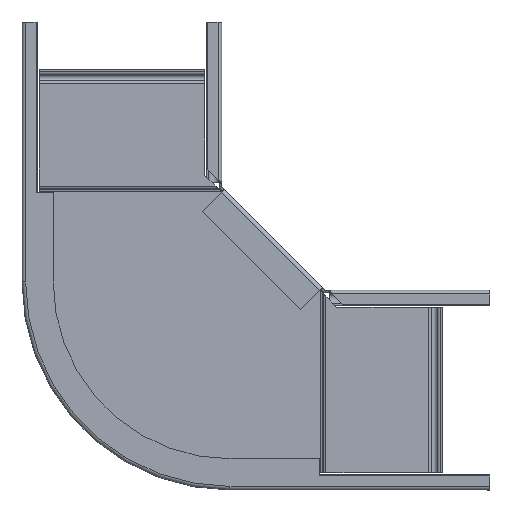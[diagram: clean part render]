
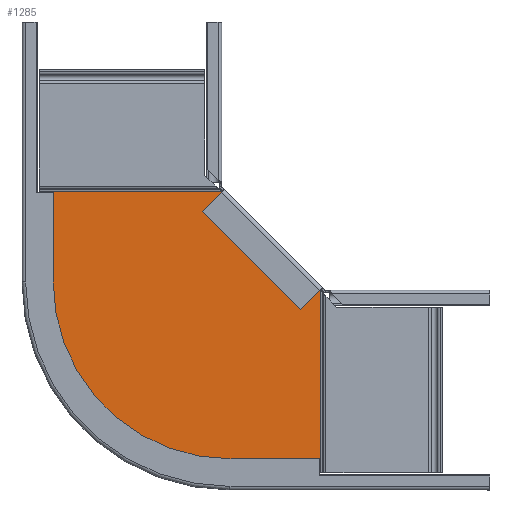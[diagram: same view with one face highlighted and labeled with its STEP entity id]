
A CAD part, front view. The second image highlights one B-rep face of the part: STEP entity #1285.
In plain terms, the highlighted planar face has unit normal (0, -1, 0).
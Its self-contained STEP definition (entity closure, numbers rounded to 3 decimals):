
#94 = VECTOR ( 'NONE', #5057, 1000. ) ;
#274 = VECTOR ( 'NONE', #1537, 1000. ) ;
#295 = DIRECTION ( 'NONE',  ( 0.707, 0., -0.707 ) ) ;
#324 = CARTESIAN_POINT ( 'NONE',  ( 24.071, -0.75, -24.071 ) ) ;
#335 = VERTEX_POINT ( 'NONE', #2181 ) ;
#550 = VERTEX_POINT ( 'NONE', #3645 ) ;
#579 = VERTEX_POINT ( 'NONE', #324 ) ;
#759 = LINE ( 'NONE', #3307, #1967 ) ;
#807 = VERTEX_POINT ( 'NONE', #2672 ) ;
#861 = VERTEX_POINT ( 'NONE', #2227 ) ;
#1047 = DIRECTION ( 'NONE',  ( -1., 0., 0. ) ) ;
#1074 = VECTOR ( 'NONE', #3124, 1000. ) ;
#1075 = LINE ( 'NONE', #4131, #3774 ) ;
#1211 = LINE ( 'NONE', #5385, #274 ) ;
#1229 = CARTESIAN_POINT ( 'NONE',  ( -117.912, -0.75, -19.662 ) ) ;
#1233 = ORIENTED_EDGE ( 'NONE', *, *, #4474, .F. ) ;
#1285 = ADVANCED_FACE ( 'NONE', ( #3956 ), #3532, .T. ) ;
#1299 = CARTESIAN_POINT ( 'NONE',  ( -117.912, -0.75, -19.662 ) ) ;
#1351 = DIRECTION ( 'NONE',  ( 0., 1., 0. ) ) ;
#1429 = CARTESIAN_POINT ( 'NONE',  ( -111.412, -0.75, 75.912 ) ) ;
#1449 = CARTESIAN_POINT ( 'NONE',  ( -117.912, -0.75, 23.412 ) ) ;
#1537 = DIRECTION ( 'NONE',  ( 0., 0., -1. ) ) ;
#1571 = CARTESIAN_POINT ( 'NONE',  ( -19.662, -0.75, -117.912 ) ) ;
#1638 = LINE ( 'NONE', #2151, #94 ) ;
#1709 = VECTOR ( 'NONE', #2963, 1000. ) ;
#1770 = EDGE_CURVE ( 'NONE', #550, #335, #1638, .T. ) ;
#1803 = LINE ( 'NONE', #1429, #1074 ) ;
#1880 = EDGE_CURVE ( 'NONE', #335, #2964, #1211, .T. ) ;
#1941 = LINE ( 'NONE', #3643, #3550 ) ;
#1967 = VECTOR ( 'NONE', #2487, 1000. ) ;
#2083 = EDGE_CURVE ( 'NONE', #861, #4072, #3424, .T. ) ;
#2151 = CARTESIAN_POINT ( 'NONE',  ( 75.912, -0.75, -111.412 ) ) ;
#2181 = CARTESIAN_POINT ( 'NONE',  ( 23.412, -0.75, -111.412 ) ) ;
#2185 = ORIENTED_EDGE ( 'NONE', *, *, #5105, .F. ) ;
#2227 = CARTESIAN_POINT ( 'NONE',  ( -24.071, -0.75, 24.071 ) ) ;
#2230 = ORIENTED_EDGE ( 'NONE', *, *, #3289, .F. ) ;
#2487 = DIRECTION ( 'NONE',  ( 1., 0., 0. ) ) ;
#2634 = CARTESIAN_POINT ( 'NONE',  ( 23.412, -0.75, -117.912 ) ) ;
#2636 = DIRECTION ( 'NONE',  ( -1., 0., 0. ) ) ;
#2672 = CARTESIAN_POINT ( 'NONE',  ( -111.412, -0.75, 23.412 ) ) ;
#2783 = VECTOR ( 'NONE', #2636, 1000. ) ;
#2795 = EDGE_LOOP ( 'NONE', ( #2230, #3639, #4486, #4145, #2840, #2185, #3500, #3098, #3184, #1233 ) ) ;
#2803 = DIRECTION ( 'NONE',  ( 0., -1., 0. ) ) ;
#2840 = ORIENTED_EDGE ( 'NONE', *, *, #4555, .F. ) ;
#2963 = DIRECTION ( 'NONE',  ( 0., 0., 1. ) ) ;
#2964 = VERTEX_POINT ( 'NONE', #2634 ) ;
#3040 = CARTESIAN_POINT ( 'NONE',  ( -19.662, -0.75, -19.662 ) ) ;
#3098 = ORIENTED_EDGE ( 'NONE', *, *, #1880, .F. ) ;
#3121 = DIRECTION ( 'NONE',  ( 0., 0., -1. ) ) ;
#3124 = DIRECTION ( 'NONE',  ( 0., 0., -1. ) ) ;
#3178 = EDGE_CURVE ( 'NONE', #3388, #2964, #759, .T. ) ;
#3184 = ORIENTED_EDGE ( 'NONE', *, *, #1770, .F. ) ;
#3224 = VERTEX_POINT ( 'NONE', #1229 ) ;
#3289 = EDGE_CURVE ( 'NONE', #861, #579, #1075, .T. ) ;
#3307 = CARTESIAN_POINT ( 'NONE',  ( -19.662, -0.75, -117.912 ) ) ;
#3388 = VERTEX_POINT ( 'NONE', #1571 ) ;
#3402 = LINE ( 'NONE', #1299, #1709 ) ;
#3424 = LINE ( 'NONE', #5140, #2783 ) ;
#3477 = DIRECTION ( 'NONE',  ( 0., 0., -1. ) ) ;
#3500 = ORIENTED_EDGE ( 'NONE', *, *, #3178, .T. ) ;
#3532 = PLANE ( 'NONE',  #3927 ) ;
#3550 = VECTOR ( 'NONE', #5030, 1000. ) ;
#3606 = EDGE_CURVE ( 'NONE', #4072, #807, #1803, .T. ) ;
#3639 = ORIENTED_EDGE ( 'NONE', *, *, #2083, .T. ) ;
#3643 = CARTESIAN_POINT ( 'NONE',  ( 24.071, -0.75, -19.662 ) ) ;
#3645 = CARTESIAN_POINT ( 'NONE',  ( 24.071, -0.75, -111.412 ) ) ;
#3774 = VECTOR ( 'NONE', #295, 1000. ) ;
#3912 = AXIS2_PLACEMENT_3D ( 'NONE', #3040, #1351, #3477 ) ;
#3927 = AXIS2_PLACEMENT_3D ( 'NONE', #5249, #2803, #3121 ) ;
#3956 = FACE_OUTER_BOUND ( 'NONE', #2795, .T. ) ;
#4072 = VERTEX_POINT ( 'NONE', #4901 ) ;
#4131 = CARTESIAN_POINT ( 'NONE',  ( -12.021, -0.75, 12.021 ) ) ;
#4145 = ORIENTED_EDGE ( 'NONE', *, *, #4410, .T. ) ;
#4410 = EDGE_CURVE ( 'NONE', #807, #5218, #4864, .T. ) ;
#4474 = EDGE_CURVE ( 'NONE', #579, #550, #1941, .T. ) ;
#4486 = ORIENTED_EDGE ( 'NONE', *, *, #3606, .T. ) ;
#4555 = EDGE_CURVE ( 'NONE', #3224, #5218, #3402, .T. ) ;
#4864 = LINE ( 'NONE', #4886, #5082 ) ;
#4886 = CARTESIAN_POINT ( 'NONE',  ( -117.912, -0.75, 23.412 ) ) ;
#4901 = CARTESIAN_POINT ( 'NONE',  ( -111.412, -0.75, 24.071 ) ) ;
#5030 = DIRECTION ( 'NONE',  ( 0., 0., -1. ) ) ;
#5057 = DIRECTION ( 'NONE',  ( -1., 0., 0. ) ) ;
#5082 = VECTOR ( 'NONE', #1047, 1000. ) ;
#5105 = EDGE_CURVE ( 'NONE', #3388, #3224, #5178, .T. ) ;
#5140 = CARTESIAN_POINT ( 'NONE',  ( -19.662, -0.75, 24.071 ) ) ;
#5178 = CIRCLE ( 'NONE', #3912, 98.25 ) ;
#5218 = VERTEX_POINT ( 'NONE', #1449 ) ;
#5249 = CARTESIAN_POINT ( 'NONE',  ( -19.662, -0.75, -19.662 ) ) ;
#5385 = CARTESIAN_POINT ( 'NONE',  ( 23.412, -0.75, -117.912 ) ) ;
